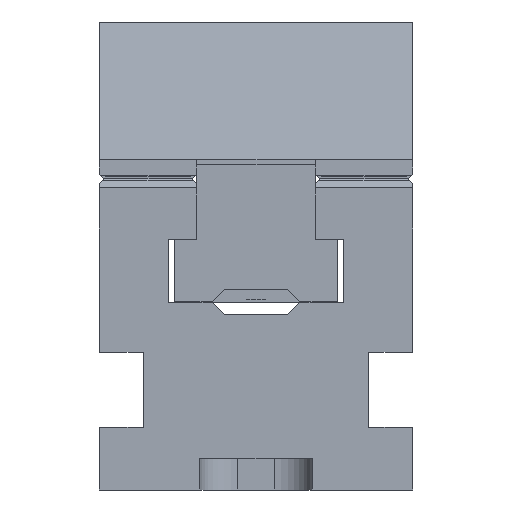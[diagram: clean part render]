
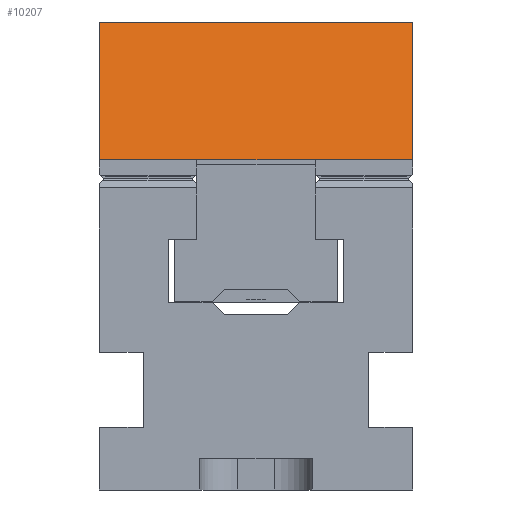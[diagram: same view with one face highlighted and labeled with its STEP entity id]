
A CAD part, front view. The second image highlights one B-rep face of the part: STEP entity #10207.
In plain terms, the highlighted face is planar.
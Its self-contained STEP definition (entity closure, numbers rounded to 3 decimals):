
#10207 = ADVANCED_FACE( '', ( #20832 ), #20833, .T. );
#20832 = FACE_OUTER_BOUND( '', #31804, .T. );
#20833 = PLANE( '', #31805 );
#31804 = EDGE_LOOP( '', ( #64786, #64787, #64788, #64789, #64790, #64791, #64792, #64793 ) );
#31805 = AXIS2_PLACEMENT_3D( '', #64794, #64795, #64796 );
#64786 = ORIENTED_EDGE( '', *, *, #79010, .F. );
#64787 = ORIENTED_EDGE( '', *, *, #78323, .T. );
#64788 = ORIENTED_EDGE( '', *, *, #74335, .F. );
#64789 = ORIENTED_EDGE( '', *, *, #80380, .F. );
#64790 = ORIENTED_EDGE( '', *, *, #80534, .T. );
#64791 = ORIENTED_EDGE( '', *, *, #81322, .T. );
#64792 = ORIENTED_EDGE( '', *, *, #81592, .F. );
#64793 = ORIENTED_EDGE( '', *, *, #80685, .F. );
#64794 = CARTESIAN_POINT( '', ( 25., 19.1, 12.5 ) );
#64795 = DIRECTION( '', ( 0., 0.966, 0.259 ) );
#64796 = DIRECTION( '', ( 0., -0.259, 0.966 ) );
#74335 = EDGE_CURVE( '', #93054, #93056, #93057, .T. );
#78323 = EDGE_CURVE( '', #98757, #93056, #98758, .T. );
#79010 = EDGE_CURVE( '', #98757, #99580, #99581, .T. );
#80380 = EDGE_CURVE( '', #101204, #93054, #101206, .T. );
#80534 = EDGE_CURVE( '', #101204, #101377, #101379, .T. );
#80685 = EDGE_CURVE( '', #99580, #101551, #101552, .T. );
#81322 = EDGE_CURVE( '', #101377, #102268, #102270, .T. );
#81592 = EDGE_CURVE( '', #101551, #102268, #102547, .T. );
#93054 = VERTEX_POINT( '', #119471 );
#93056 = VERTEX_POINT( '', #119474 );
#93057 = LINE( '', #119475, #119476 );
#98757 = VERTEX_POINT( '', #128248 );
#98758 = LINE( '', #128249, #128250 );
#99580 = VERTEX_POINT( '', #129490 );
#99581 = LINE( '', #129491, #129492 );
#101204 = VERTEX_POINT( '', #131931 );
#101206 = LINE( '', #131934, #131935 );
#101377 = VERTEX_POINT( '', #132178 );
#101379 = LINE( '', #132181, #132182 );
#101551 = VERTEX_POINT( '', #132433 );
#101552 = LINE( '', #132434, #132435 );
#102268 = VERTEX_POINT( '', #133552 );
#102270 = LINE( '', #133555, #133556 );
#102547 = LINE( '', #133917, #133918 );
#119471 = CARTESIAN_POINT( '', ( -25., 19.1, 12.5 ) );
#119474 = CARTESIAN_POINT( '', ( -25., 25., -9.519 ) );
#119475 = CARTESIAN_POINT( '', ( -25., 19.1, 12.5 ) );
#119476 = VECTOR( '', #140207, 1000. );
#128248 = CARTESIAN_POINT( '', ( -9.5, 25., -9.519 ) );
#128249 = CARTESIAN_POINT( '', ( 25., 25., -9.519 ) );
#128250 = VECTOR( '', #143419, 1000. );
#129490 = CARTESIAN_POINT( '', ( -9.5, 24.995, -9.5 ) );
#129491 = CARTESIAN_POINT( '', ( -9.5, 19.1, 12.5 ) );
#129492 = VECTOR( '', #143871, 1000. );
#131931 = CARTESIAN_POINT( '', ( 25., 19.1, 12.5 ) );
#131934 = CARTESIAN_POINT( '', ( 25., 19.1, 12.5 ) );
#131935 = VECTOR( '', #144715, 1000. );
#132178 = CARTESIAN_POINT( '', ( 25., 25., -9.519 ) );
#132181 = CARTESIAN_POINT( '', ( 25., 19.1, 12.5 ) );
#132182 = VECTOR( '', #144795, 1000. );
#132433 = CARTESIAN_POINT( '', ( 9.5, 24.995, -9.5 ) );
#132434 = CARTESIAN_POINT( '', ( 25., 24.995, -9.5 ) );
#132435 = VECTOR( '', #144884, 1000. );
#133552 = CARTESIAN_POINT( '', ( 9.5, 25., -9.519 ) );
#133555 = CARTESIAN_POINT( '', ( 25., 25., -9.519 ) );
#133556 = VECTOR( '', #145317, 1000. );
#133917 = CARTESIAN_POINT( '', ( 9.5, 19.1, 12.5 ) );
#133918 = VECTOR( '', #145405, 1000. );
#140207 = DIRECTION( '', ( 0., 0.259, -0.966 ) );
#143419 = DIRECTION( '', ( -1., 0., 0. ) );
#143871 = DIRECTION( '', ( 0., -0.259, 0.966 ) );
#144715 = DIRECTION( '', ( -1., 0., 0. ) );
#144795 = DIRECTION( '', ( 0., 0.259, -0.966 ) );
#144884 = DIRECTION( '', ( 1., 0., 0. ) );
#145317 = DIRECTION( '', ( -1., 0., 0. ) );
#145405 = DIRECTION( '', ( 0., 0.259, -0.966 ) );
